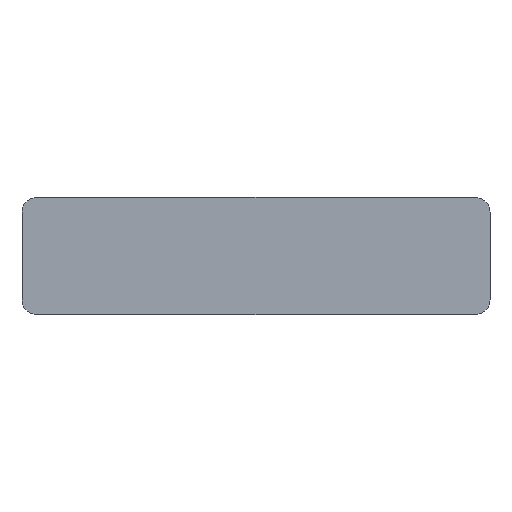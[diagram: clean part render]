
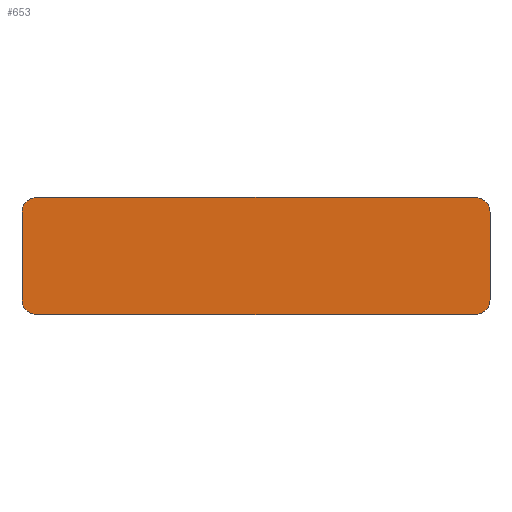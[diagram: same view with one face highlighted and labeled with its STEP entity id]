
A CAD part, front view. The second image highlights one B-rep face of the part: STEP entity #653.
In plain terms, the highlighted planar face has unit normal (0, -1, 0).
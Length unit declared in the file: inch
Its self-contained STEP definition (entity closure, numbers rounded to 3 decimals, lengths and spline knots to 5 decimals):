
#23=PLANE('',#738);
#53=FACE_OUTER_BOUND('',#89,.T.);
#89=EDGE_LOOP('',(#513,#514,#515,#516,#517,#518,#519,#520));
#142=LINE('',#1097,#202);
#143=LINE('',#1101,#203);
#144=LINE('',#1105,#204);
#145=LINE('',#1108,#205);
#202=VECTOR('',#892,0.3937);
#203=VECTOR('',#895,0.3937);
#204=VECTOR('',#898,0.3937);
#205=VECTOR('',#901,0.3937);
#254=CIRCLE('',#736,0.03125);
#256=CIRCLE('',#739,0.03125);
#257=CIRCLE('',#740,0.03125);
#258=CIRCLE('',#741,0.03125);
#306=VERTEX_POINT('',#1087);
#307=VERTEX_POINT('',#1088);
#310=VERTEX_POINT('',#1096);
#311=VERTEX_POINT('',#1098);
#312=VERTEX_POINT('',#1100);
#313=VERTEX_POINT('',#1102);
#314=VERTEX_POINT('',#1104);
#315=VERTEX_POINT('',#1106);
#385=EDGE_CURVE('',#306,#307,#254,.T.);
#389=EDGE_CURVE('',#306,#310,#142,.T.);
#390=EDGE_CURVE('',#311,#310,#256,.T.);
#391=EDGE_CURVE('',#312,#311,#143,.T.);
#392=EDGE_CURVE('',#313,#312,#257,.T.);
#393=EDGE_CURVE('',#314,#313,#144,.T.);
#394=EDGE_CURVE('',#315,#314,#258,.T.);
#395=EDGE_CURVE('',#307,#315,#145,.T.);
#513=ORIENTED_EDGE('',*,*,#385,.F.);
#514=ORIENTED_EDGE('',*,*,#389,.T.);
#515=ORIENTED_EDGE('',*,*,#390,.F.);
#516=ORIENTED_EDGE('',*,*,#391,.F.);
#517=ORIENTED_EDGE('',*,*,#392,.F.);
#518=ORIENTED_EDGE('',*,*,#393,.F.);
#519=ORIENTED_EDGE('',*,*,#394,.F.);
#520=ORIENTED_EDGE('',*,*,#395,.F.);
#653=ADVANCED_FACE('',(#53),#23,.T.);
#736=AXIS2_PLACEMENT_3D('',#1089,#884,#885);
#738=AXIS2_PLACEMENT_3D('',#1095,#890,#891);
#739=AXIS2_PLACEMENT_3D('',#1099,#893,#894);
#740=AXIS2_PLACEMENT_3D('',#1103,#896,#897);
#741=AXIS2_PLACEMENT_3D('',#1107,#899,#900);
#884=DIRECTION('center_axis',(0.,1.,0.));
#885=DIRECTION('ref_axis',(0.707,0.,-0.707));
#890=DIRECTION('center_axis',(0.,-1.,0.));
#891=DIRECTION('ref_axis',(1.,0.,0.));
#892=DIRECTION('',(0.,0.,1.));
#893=DIRECTION('center_axis',(0.,1.,0.));
#894=DIRECTION('ref_axis',(0.707,0.,0.707));
#895=DIRECTION('',(1.,0.,0.));
#896=DIRECTION('center_axis',(0.,1.,0.));
#897=DIRECTION('ref_axis',(-0.707,0.,0.707));
#898=DIRECTION('',(0.,0.,1.));
#899=DIRECTION('center_axis',(0.,1.,0.));
#900=DIRECTION('ref_axis',(-0.707,0.,-0.707));
#901=DIRECTION('',(-1.,0.,0.));
#1087=CARTESIAN_POINT('',(0.75,-0.2875,-0.09375));
#1088=CARTESIAN_POINT('',(0.71875,-0.2875,-0.125));
#1089=CARTESIAN_POINT('Origin',(0.71875,-0.2875,-0.09375));
#1095=CARTESIAN_POINT('Origin',(-0.25,-0.2875,0.));
#1096=CARTESIAN_POINT('',(0.75,-0.2875,0.09375));
#1097=CARTESIAN_POINT('',(0.75,-0.2875,0.));
#1098=CARTESIAN_POINT('',(0.71875,-0.2875,0.125));
#1099=CARTESIAN_POINT('Origin',(0.71875,-0.2875,0.09375));
#1100=CARTESIAN_POINT('',(-0.21875,-0.2875,0.125));
#1101=CARTESIAN_POINT('',(-0.25,-0.2875,0.125));
#1102=CARTESIAN_POINT('',(-0.25,-0.2875,0.09375));
#1103=CARTESIAN_POINT('Origin',(-0.21875,-0.2875,0.09375));
#1104=CARTESIAN_POINT('',(-0.25,-0.2875,-0.09375));
#1105=CARTESIAN_POINT('',(-0.25,-0.2875,0.));
#1106=CARTESIAN_POINT('',(-0.21875,-0.2875,-0.125));
#1107=CARTESIAN_POINT('Origin',(-0.21875,-0.2875,-0.09375));
#1108=CARTESIAN_POINT('',(-0.25,-0.2875,-0.125));
